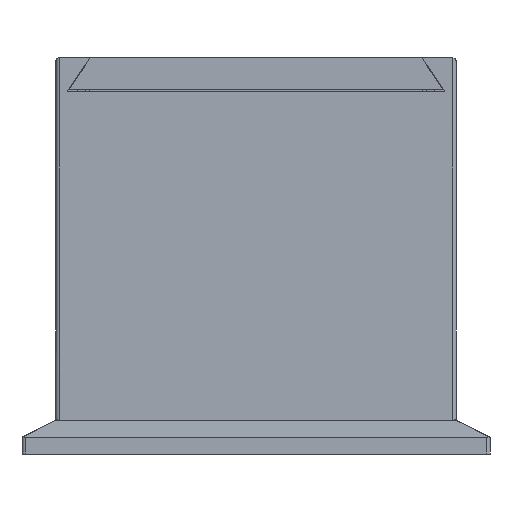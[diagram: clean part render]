
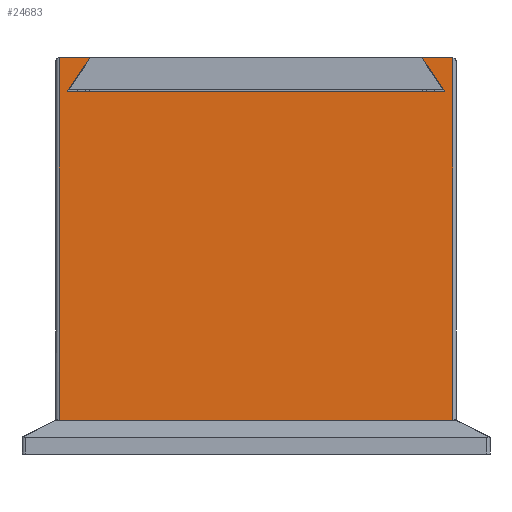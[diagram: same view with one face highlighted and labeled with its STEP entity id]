
A CAD part, front view. The second image highlights one B-rep face of the part: STEP entity #24683.
In plain terms, the highlighted planar face has unit normal (0, -1, 0).
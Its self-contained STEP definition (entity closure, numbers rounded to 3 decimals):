
#2480=PLANE('',#26121);
#3088=FACE_OUTER_BOUND('',#4500,.T.);
#4500=EDGE_LOOP('',(#16967,#16968,#16969,#16970,#16971,#16972,#16973,#16974,
#16975,#16976));
#6052=LINE('',#30539,#8281);
#6053=LINE('',#30541,#8282);
#6054=LINE('',#30543,#8283);
#6055=LINE('',#30545,#8284);
#6056=LINE('',#30547,#8285);
#6057=LINE('',#30551,#8286);
#6058=LINE('',#30553,#8287);
#6059=LINE('',#30554,#8288);
#8281=VECTOR('',#26856,10.);
#8282=VECTOR('',#26857,10.);
#8283=VECTOR('',#26858,10.);
#8284=VECTOR('',#26859,10.);
#8285=VECTOR('',#26860,10.);
#8286=VECTOR('',#26863,10.);
#8287=VECTOR('',#26864,10.);
#8288=VECTOR('',#26865,10.);
#10509=CIRCLE('',#26120,0.1);
#10510=CIRCLE('',#26122,0.1);
#10566=VERTEX_POINT('',#30532);
#10567=VERTEX_POINT('',#30534);
#10568=VERTEX_POINT('',#30538);
#10569=VERTEX_POINT('',#30540);
#10570=VERTEX_POINT('',#30542);
#10571=VERTEX_POINT('',#30544);
#10572=VERTEX_POINT('',#30546);
#10573=VERTEX_POINT('',#30548);
#10574=VERTEX_POINT('',#30550);
#10575=VERTEX_POINT('',#30552);
#13124=EDGE_CURVE('',#10566,#10567,#10509,.T.);
#13126=EDGE_CURVE('',#10568,#10566,#6052,.T.);
#13127=EDGE_CURVE('',#10569,#10568,#6053,.T.);
#13128=EDGE_CURVE('',#10569,#10570,#6054,.T.);
#13129=EDGE_CURVE('',#10571,#10570,#6055,.T.);
#13130=EDGE_CURVE('',#10572,#10571,#6056,.T.);
#13131=EDGE_CURVE('',#10573,#10572,#10510,.T.);
#13132=EDGE_CURVE('',#10573,#10574,#6057,.T.);
#13133=EDGE_CURVE('',#10574,#10575,#6058,.T.);
#13134=EDGE_CURVE('',#10575,#10567,#6059,.T.);
#16967=ORIENTED_EDGE('',*,*,#13124,.F.);
#16968=ORIENTED_EDGE('',*,*,#13126,.F.);
#16969=ORIENTED_EDGE('',*,*,#13127,.F.);
#16970=ORIENTED_EDGE('',*,*,#13128,.T.);
#16971=ORIENTED_EDGE('',*,*,#13129,.F.);
#16972=ORIENTED_EDGE('',*,*,#13130,.F.);
#16973=ORIENTED_EDGE('',*,*,#13131,.F.);
#16974=ORIENTED_EDGE('',*,*,#13132,.T.);
#16975=ORIENTED_EDGE('',*,*,#13133,.T.);
#16976=ORIENTED_EDGE('',*,*,#13134,.T.);
#24683=ADVANCED_FACE('',(#3088),#2480,.T.);
#26120=AXIS2_PLACEMENT_3D('',#30535,#26851,#26852);
#26121=AXIS2_PLACEMENT_3D('',#30537,#26854,#26855);
#26122=AXIS2_PLACEMENT_3D('',#30549,#26861,#26862);
#26851=DIRECTION('center_axis',(0.,1.,0.));
#26852=DIRECTION('ref_axis',(0.882,0.,0.472));
#26854=DIRECTION('center_axis',(0.,-1.,0.));
#26855=DIRECTION('ref_axis',(1.,0.,0.));
#26856=DIRECTION('',(1.,0.,0.));
#26857=DIRECTION('',(0.,0.,1.));
#26858=DIRECTION('',(1.,0.,0.));
#26859=DIRECTION('',(0.,0.,-1.));
#26860=DIRECTION('',(1.,0.,0.));
#26861=DIRECTION('center_axis',(0.,1.,0.));
#26862=DIRECTION('ref_axis',(-0.882,0.,0.472));
#26863=DIRECTION('',(0.555,0.,-0.832));
#26864=DIRECTION('',(-1.,0.,0.));
#26865=DIRECTION('',(0.555,0.,0.832));
#30532=CARTESIAN_POINT('',(-49.287,-94.7,105.));
#30534=CARTESIAN_POINT('',(-49.204,-94.7,104.845));
#30535=CARTESIAN_POINT('Origin',(-49.287,-94.7,104.9));
#30537=CARTESIAN_POINT('Origin',(-59.1,-94.7,0.));
#30538=CARTESIAN_POINT('',(-58.1,-94.7,105.));
#30539=CARTESIAN_POINT('',(-59.1,-94.7,105.));
#30540=CARTESIAN_POINT('',(-58.1,-94.7,-2.));
#30541=CARTESIAN_POINT('',(-58.1,-94.7,0.));
#30542=CARTESIAN_POINT('',(58.1,-94.7,-2.));
#30543=CARTESIAN_POINT('',(-59.1,-94.7,-2.));
#30544=CARTESIAN_POINT('',(58.1,-94.7,105.));
#30545=CARTESIAN_POINT('',(58.1,-94.7,0.));
#30546=CARTESIAN_POINT('',(49.287,-94.7,105.));
#30547=CARTESIAN_POINT('',(-59.1,-94.7,105.));
#30548=CARTESIAN_POINT('',(49.204,-94.7,104.845));
#30549=CARTESIAN_POINT('Origin',(49.287,-94.7,104.9));
#30550=CARTESIAN_POINT('',(55.767,-94.7,95.));
#30551=CARTESIAN_POINT('',(56.685,-94.7,93.623));
#30552=CARTESIAN_POINT('',(-55.767,-94.7,95.));
#30553=CARTESIAN_POINT('',(-1.667,-94.7,95.));
#30554=CARTESIAN_POINT('',(-78.203,-94.7,61.346));
